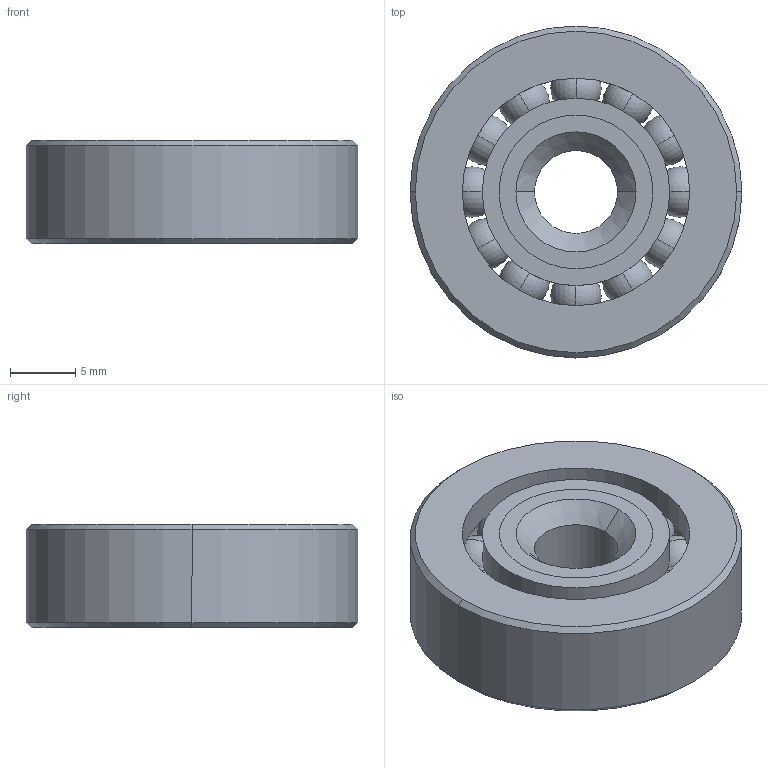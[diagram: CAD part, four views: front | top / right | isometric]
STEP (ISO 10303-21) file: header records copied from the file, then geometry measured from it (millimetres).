
FILE_DESCRIPTION (( 'STEP AP203' ), '1' );
FILE_NAME ('6383K22.step', '2010-07-14T13:20:37', ( 'jim' ), ( '' ), 'SwSTEP 2.0', 'SolidWorks 2007', '' );
FILE_SCHEMA (( 'CONFIG_CONTROL_DESIGN' ));
Length unit declared in the file: inch
Products named in the file (1): 6383K22
Bounding box: 25.4 x 25.4 x 7.94 mm (x, y, z)
Volume: 3190.3 mm3; surface area: 3345.2 mm2
Topology: 15 solids, 15 shells, 65 faces, 166 edges, 108 vertices
Faces by surface type: sphere 24, cylinder 16, cone 12, plane 7, torus 6
Entity records: 1613 total; most frequent: DIRECTION 316, CARTESIAN_POINT 244, ORIENTED_EDGE 212, AXIS2_PLACEMENT_3D 144, EDGE_CURVE 106, CIRCLE 78, EDGE_LOOP 72, VERTEX_POINT 72
